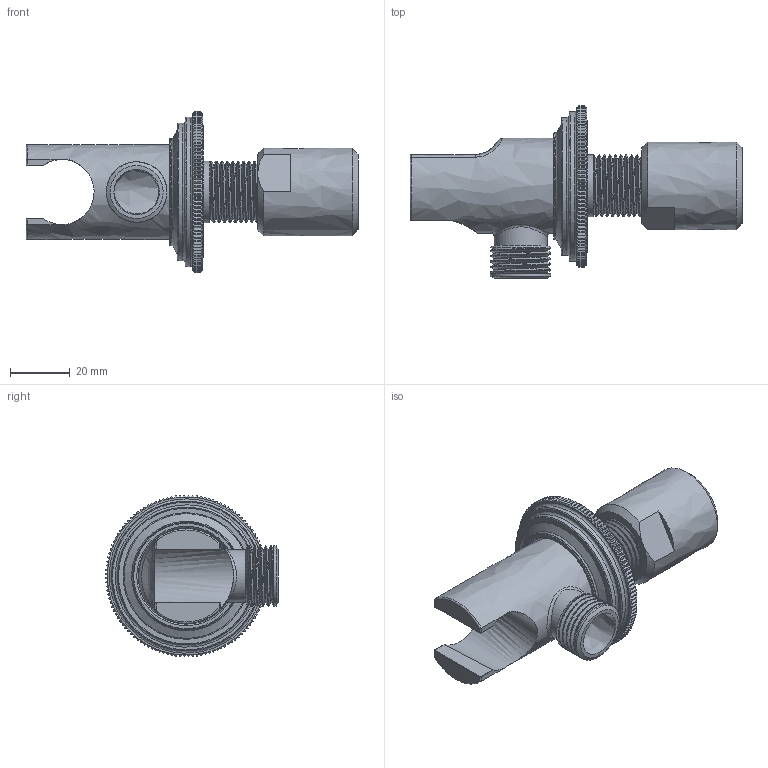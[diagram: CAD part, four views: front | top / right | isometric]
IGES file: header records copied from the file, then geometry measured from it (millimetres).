
Global section: file name: V666-A WALL BRACKET; native system: Autodesk Inventor 2020; preprocessor: unknown; author: rclarke; date: 20200721.082003; units: millimetre
Bounding box: 111 x 57.72 x 53.99 mm (x, y, z)
Volume: 53183.7 mm3; surface area: 35615.2 mm2
Topology: 11 solids, 11 shells, 773 faces, 1774 edges, 1032 vertices
Faces by surface type: bspline 773
